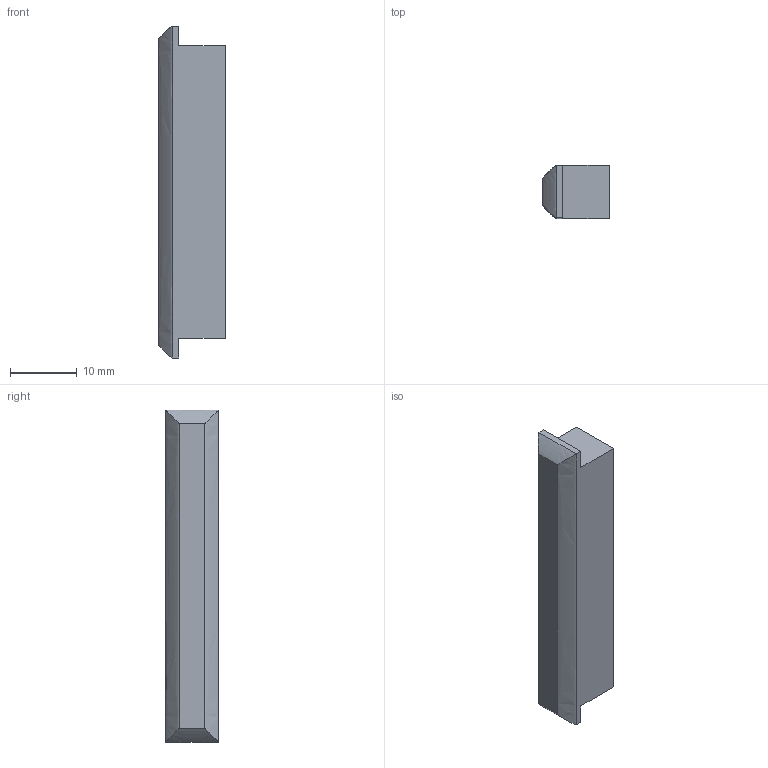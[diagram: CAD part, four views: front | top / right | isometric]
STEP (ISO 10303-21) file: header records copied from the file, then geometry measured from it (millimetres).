
FILE_DESCRIPTION(/* description */ (''),/* implementation_level */ '2;1');
FILE_NAME(/* name */ 'FrontBigLight.step',/* time_stamp */ '2023-05-04T14:52:17+01:00',/* author */ (''),/* organization */ (''),/* preprocessor_version */ 'ST-DEVELOPER v19.2',/* originating_system */ 'Autodesk Translation Framework v12.4.0.73',/* authorisation */ '');
FILE_SCHEMA (('AUTOMOTIVE_DESIGN { 1 0 10303 214 3 1 1 }'));
Length unit declared in the file: millimetre
Products named in the file (1): Rover
Bounding box: 10 x 7.9 x 49.9 mm (x, y, z)
Volume: 2253.2 mm3; surface area: 2363.2 mm2
Topology: 1 solids, 1 shells, 63 faces, 180 edges, 120 vertices
Faces by surface type: plane 59, bspline 4
Entity records: 2289 total; most frequent: CARTESIAN_POINT 614, ORIENTED_EDGE 360, DIRECTION 290, EDGE_CURVE 180, LINE 170, VECTOR 170, VERTEX_POINT 120, EDGE_LOOP 64
